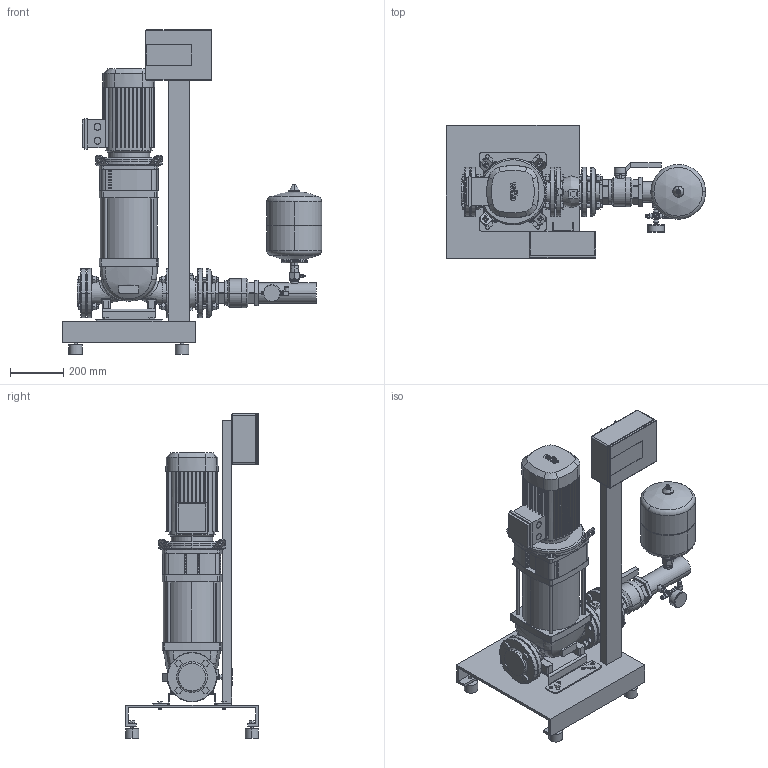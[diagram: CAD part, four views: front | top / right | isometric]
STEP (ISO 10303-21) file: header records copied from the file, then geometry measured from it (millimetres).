
FILE_DESCRIPTION((''),'2;1');
FILE_NAME('3d_CO-1HelixV3602_2_K_CE+-2530180.stp','2016-01-25T11:56:39',(''),(''),'Mechanical Desktop 2009','Mechanical Desktop 2009',', , ');
FILE_SCHEMA(('CONFIG_CONTROL_DESIGN'));
Length unit declared in the file: millimetre
Products named in the file (1): Product
Bounding box: 975 x 500 x 1220 mm (x, y, z)
Volume: 54230318.6 mm3; surface area: 4091990.2 mm2
Topology: 62 solids, 62 shells, 1991 faces, 5025 edges, 3248 vertices
Faces by surface type: bspline 752, plane 633, cylinder 417, torus 97, cone 90, sphere 2
Entity records: 71591 total; most frequent: CARTESIAN_POINT 24623, ORIENTED_EDGE 10042, DIRECTION 9167, EDGE_CURVE 5021, VERTEX_POINT 3247, AXIS2_PLACEMENT_3D 3167, VECTOR 2833, LINE 2833
